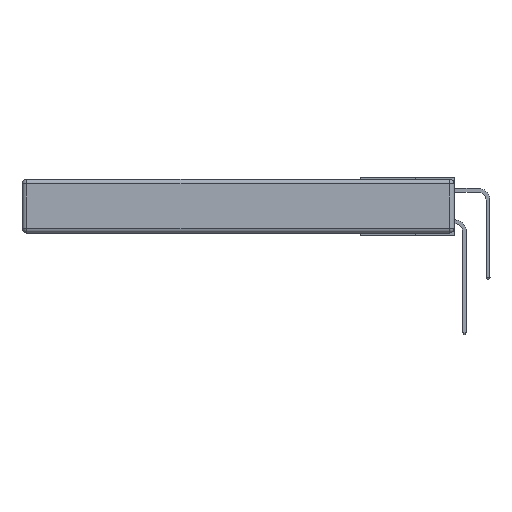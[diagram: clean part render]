
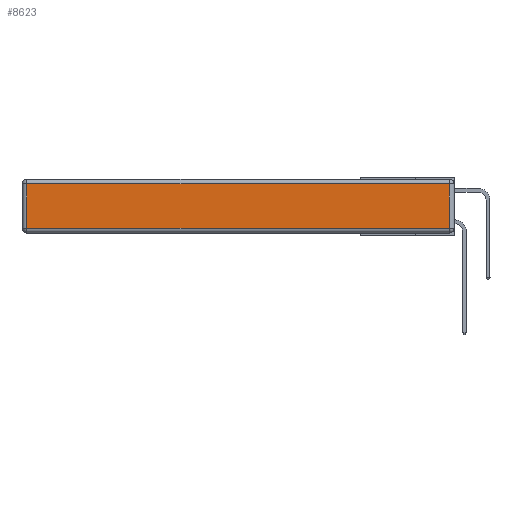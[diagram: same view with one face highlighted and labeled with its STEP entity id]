
A CAD part, left-side view. The second image highlights one B-rep face of the part: STEP entity #8623.
In plain terms, the highlighted planar face has unit normal (-1, 0, 0).
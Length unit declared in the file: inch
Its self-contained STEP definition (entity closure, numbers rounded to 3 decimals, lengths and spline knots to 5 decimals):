
#217 = LINE ( 'NONE', #9038, #4052 ) ;
#773 = AXIS2_PLACEMENT_3D ( 'NONE', #8221, #11205, #28456 ) ;
#932 = CARTESIAN_POINT ( 'NONE',  ( 0., 0.03, -0.03 ) ) ;
#2141 = CARTESIAN_POINT ( 'NONE',  ( 0., 0.03, -0.313 ) ) ;
#2615 = VECTOR ( 'NONE', #23991, 39.37008 ) ;
#3204 = LINE ( 'NONE', #16082, #28641 ) ;
#3367 = VECTOR ( 'NONE', #15329, 39.37008 ) ;
#3836 = DIRECTION ( 'NONE',  ( 0., -1., 0. ) ) ;
#3985 = ORIENTED_EDGE ( 'NONE', *, *, #30841, .T. ) ;
#4052 = VECTOR ( 'NONE', #8943, 39.37008 ) ;
#5477 = CARTESIAN_POINT ( 'NONE',  ( 0., 2.72, -0.343 ) ) ;
#5626 = FACE_OUTER_BOUND ( 'NONE', #25729, .T. ) ;
#7572 = CARTESIAN_POINT ( 'NONE',  ( 0., 2.72, -0.313 ) ) ;
#8221 = CARTESIAN_POINT ( 'NONE',  ( 0., 0., -0.343 ) ) ;
#8328 = PLANE ( 'NONE',  #773 ) ;
#8550 = VERTEX_POINT ( 'NONE', #7572 ) ;
#8623 = ADVANCED_FACE ( 'NONE', ( #5626 ), #8328, .T. ) ;
#8866 = EDGE_CURVE ( 'NONE', #10419, #12330, #217, .T. ) ;
#8943 = DIRECTION ( 'NONE',  ( 0., 1., 0. ) ) ;
#9038 = CARTESIAN_POINT ( 'NONE',  ( 0., 2.75, -0.03 ) ) ;
#9148 = CARTESIAN_POINT ( 'NONE',  ( 0., 0.03, -0.343 ) ) ;
#9906 = LINE ( 'NONE', #9148, #2615 ) ;
#10419 = VERTEX_POINT ( 'NONE', #932 ) ;
#11052 = LINE ( 'NONE', #5477, #3367 ) ;
#11205 = DIRECTION ( 'NONE',  ( -1., 0., 0. ) ) ;
#12330 = VERTEX_POINT ( 'NONE', #18359 ) ;
#15242 = VERTEX_POINT ( 'NONE', #2141 ) ;
#15329 = DIRECTION ( 'NONE',  ( 0., 0., -1. ) ) ;
#16082 = CARTESIAN_POINT ( 'NONE',  ( 0., 0., -0.313 ) ) ;
#16720 = ORIENTED_EDGE ( 'NONE', *, *, #24479, .T. ) ;
#18359 = CARTESIAN_POINT ( 'NONE',  ( 0., 2.72, -0.03 ) ) ;
#19415 = ORIENTED_EDGE ( 'NONE', *, *, #8866, .T. ) ;
#23991 = DIRECTION ( 'NONE',  ( 0., 0., 1. ) ) ;
#24479 = EDGE_CURVE ( 'NONE', #8550, #15242, #3204, .T. ) ;
#25729 = EDGE_LOOP ( 'NONE', ( #16720, #29033, #19415, #3985 ) ) ;
#27917 = EDGE_CURVE ( 'NONE', #15242, #10419, #9906, .T. ) ;
#28456 = DIRECTION ( 'NONE',  ( 0., 0., 1. ) ) ;
#28641 = VECTOR ( 'NONE', #3836, 39.37008 ) ;
#29033 = ORIENTED_EDGE ( 'NONE', *, *, #27917, .T. ) ;
#30841 = EDGE_CURVE ( 'NONE', #12330, #8550, #11052, .T. ) ;
